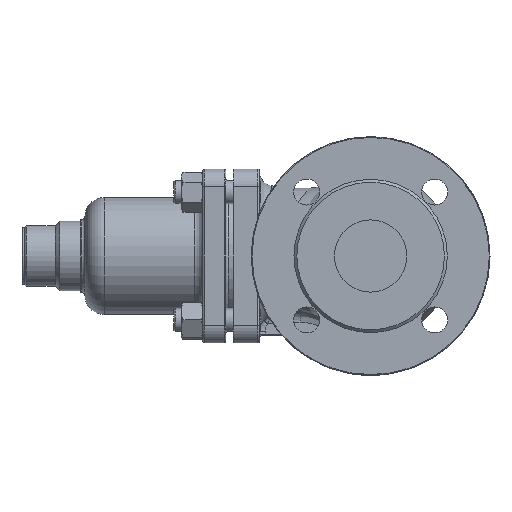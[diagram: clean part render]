
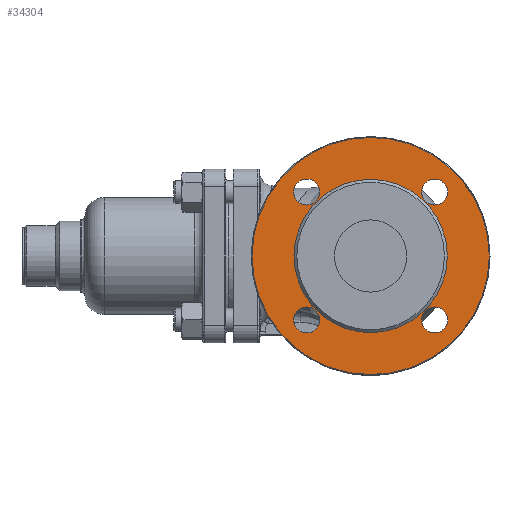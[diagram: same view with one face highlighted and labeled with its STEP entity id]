
A CAD part, left-side view. The second image highlights one B-rep face of the part: STEP entity #34304.
In plain terms, the highlighted planar face has unit normal (-1, 0, 0).
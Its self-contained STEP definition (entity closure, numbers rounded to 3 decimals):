
#1694 = DIRECTION ( 'NONE',  ( 0., -1., 0. ) ) ;
#2103 = EDGE_CURVE ( 'NONE', #30152, #30152, #16369, .T. ) ;
#2311 = CARTESIAN_POINT ( 'NONE',  ( -113., 0., 0. ) ) ;
#4075 = CARTESIAN_POINT ( 'NONE',  ( -113., -53., 0. ) ) ;
#5473 = DIRECTION ( 'NONE',  ( 0., -1., 0. ) ) ;
#6575 = AXIS2_PLACEMENT_3D ( 'NONE', #35784, #35381, #32605 ) ;
#7525 = ORIENTED_EDGE ( 'NONE', *, *, #2103, .F. ) ;
#7594 = ORIENTED_EDGE ( 'NONE', *, *, #18246, .F. ) ;
#7643 = CARTESIAN_POINT ( 'NONE',  ( -113., -44.194, -35.194 ) ) ;
#8254 = CIRCLE ( 'NONE', #25157, 9. ) ;
#8702 = CARTESIAN_POINT ( 'NONE',  ( -113., -35.194, 44.194 ) ) ;
#9134 = VERTEX_POINT ( 'NONE', #41804 ) ;
#10656 = CIRCLE ( 'NONE', #6575, 9. ) ;
#11245 = FACE_OUTER_BOUND ( 'NONE', #29109, .T. ) ;
#13366 = DIRECTION ( 'NONE',  ( -1., 0., 0. ) ) ;
#13429 = EDGE_LOOP ( 'NONE', ( #16147 ) ) ;
#13539 = ORIENTED_EDGE ( 'NONE', *, *, #31143, .F. ) ;
#13770 = AXIS2_PLACEMENT_3D ( 'NONE', #18195, #21572, #5473 ) ;
#13838 = EDGE_CURVE ( 'NONE', #18257, #18257, #8254, .T. ) ;
#14210 = VERTEX_POINT ( 'NONE', #27103 ) ;
#16147 = ORIENTED_EDGE ( 'NONE', *, *, #32936, .F. ) ;
#16369 = CIRCLE ( 'NONE', #23107, 53. ) ;
#16880 = AXIS2_PLACEMENT_3D ( 'NONE', #26239, #13366, #36462 ) ;
#17023 = FACE_BOUND ( 'NONE', #13429, .T. ) ;
#17157 = EDGE_LOOP ( 'NONE', ( #33011 ) ) ;
#18057 = CIRCLE ( 'NONE', #36361, 82. ) ;
#18195 = CARTESIAN_POINT ( 'NONE',  ( -113., 44.194, -44.194 ) ) ;
#18246 = EDGE_CURVE ( 'NONE', #9134, #9134, #29274, .T. ) ;
#18257 = VERTEX_POINT ( 'NONE', #8702 ) ;
#19543 = CIRCLE ( 'NONE', #16880, 9. ) ;
#20942 = FACE_BOUND ( 'NONE', #17157, .T. ) ;
#21572 = DIRECTION ( 'NONE',  ( -1., 0., 0. ) ) ;
#22250 = ORIENTED_EDGE ( 'NONE', *, *, #33826, .T. ) ;
#23107 = AXIS2_PLACEMENT_3D ( 'NONE', #25148, #28551, #35144 ) ;
#24136 = FACE_BOUND ( 'NONE', #41703, .T. ) ;
#25148 = CARTESIAN_POINT ( 'NONE',  ( -113., 0., 0. ) ) ;
#25157 = AXIS2_PLACEMENT_3D ( 'NONE', #40252, #29858, #26430 ) ;
#26239 = CARTESIAN_POINT ( 'NONE',  ( -113., 44.194, 44.194 ) ) ;
#26430 = DIRECTION ( 'NONE',  ( 0., 1., 0. ) ) ;
#27103 = CARTESIAN_POINT ( 'NONE',  ( -113., 44.194, 35.194 ) ) ;
#27319 = CARTESIAN_POINT ( 'NONE',  ( -113., -82., 0. ) ) ;
#28551 = DIRECTION ( 'NONE',  ( -1., 0., 0. ) ) ;
#28773 = EDGE_LOOP ( 'NONE', ( #13539 ) ) ;
#29109 = EDGE_LOOP ( 'NONE', ( #22250 ) ) ;
#29274 = CIRCLE ( 'NONE', #13770, 9. ) ;
#29858 = DIRECTION ( 'NONE',  ( -1., 0., 0. ) ) ;
#29946 = PLANE ( 'NONE',  #36425 ) ;
#30152 = VERTEX_POINT ( 'NONE', #4075 ) ;
#30713 = CARTESIAN_POINT ( 'NONE',  ( -113., 0., 0. ) ) ;
#31143 = EDGE_CURVE ( 'NONE', #36691, #36691, #10656, .T. ) ;
#32605 = DIRECTION ( 'NONE',  ( 0., 0., 1. ) ) ;
#32936 = EDGE_CURVE ( 'NONE', #14210, #14210, #19543, .T. ) ;
#33011 = ORIENTED_EDGE ( 'NONE', *, *, #13838, .F. ) ;
#33123 = FACE_BOUND ( 'NONE', #28773, .T. ) ;
#33715 = VERTEX_POINT ( 'NONE', #27319 ) ;
#33826 = EDGE_CURVE ( 'NONE', #33715, #33715, #18057, .T. ) ;
#34304 = ADVANCED_FACE ( 'NONE', ( #11245, #17023, #20942, #33123, #24136, #37086 ), #29946, .T. ) ;
#34334 = DIRECTION ( 'NONE',  ( -1., 0., 0. ) ) ;
#35144 = DIRECTION ( 'NONE',  ( 0., -1., 0. ) ) ;
#35155 = DIRECTION ( 'NONE',  ( 0., -1., 0. ) ) ;
#35381 = DIRECTION ( 'NONE',  ( -1., 0., 0. ) ) ;
#35784 = CARTESIAN_POINT ( 'NONE',  ( -113., -44.194, -44.194 ) ) ;
#36361 = AXIS2_PLACEMENT_3D ( 'NONE', #2311, #37717, #35155 ) ;
#36425 = AXIS2_PLACEMENT_3D ( 'NONE', #30713, #34334, #1694 ) ;
#36462 = DIRECTION ( 'NONE',  ( 0., 0., -1. ) ) ;
#36691 = VERTEX_POINT ( 'NONE', #7643 ) ;
#37086 = FACE_BOUND ( 'NONE', #40863, .T. ) ;
#37717 = DIRECTION ( 'NONE',  ( -1., 0., 0. ) ) ;
#40252 = CARTESIAN_POINT ( 'NONE',  ( -113., -44.194, 44.194 ) ) ;
#40863 = EDGE_LOOP ( 'NONE', ( #7525 ) ) ;
#41703 = EDGE_LOOP ( 'NONE', ( #7594 ) ) ;
#41804 = CARTESIAN_POINT ( 'NONE',  ( -113., 35.194, -44.194 ) ) ;
